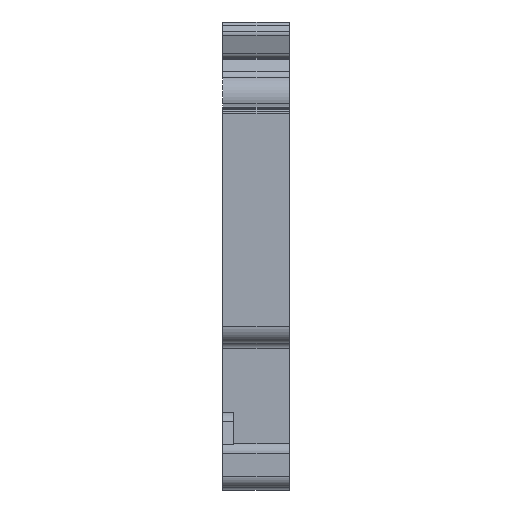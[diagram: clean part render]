
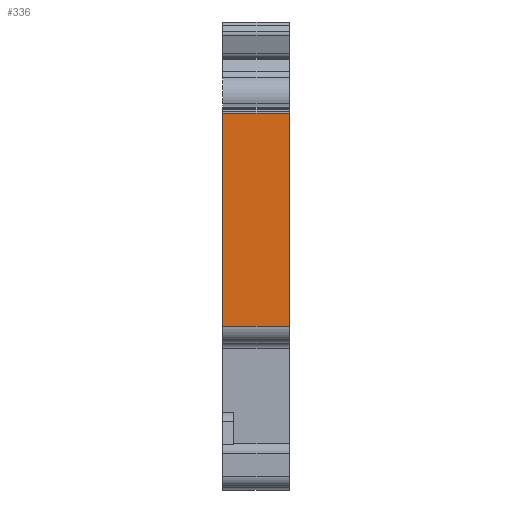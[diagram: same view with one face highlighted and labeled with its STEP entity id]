
A CAD part, left-side view. The second image highlights one B-rep face of the part: STEP entity #336.
In plain terms, the highlighted planar face has unit normal (-1, 0, 0).
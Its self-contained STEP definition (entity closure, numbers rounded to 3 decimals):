
#336 = ADVANCED_FACE( '', ( #785 ), #786, .F. );
#785 = FACE_OUTER_BOUND( '', #1349, .T. );
#786 = PLANE( '', #1350 );
#1349 = EDGE_LOOP( '', ( #2359, #2360, #2361, #2362 ) );
#1350 = AXIS2_PLACEMENT_3D( '', #2363, #2364, #2365 );
#2359 = ORIENTED_EDGE( '', *, *, #3850, .T. );
#2360 = ORIENTED_EDGE( '', *, *, #3851, .F. );
#2361 = ORIENTED_EDGE( '', *, *, #3753, .F. );
#2362 = ORIENTED_EDGE( '', *, *, #3534, .T. );
#2363 = CARTESIAN_POINT( '', ( -32.519, 6., -6.335 ) );
#2364 = DIRECTION( '', ( 1., 0., 0. ) );
#2365 = DIRECTION( '', ( 0., 0., -1. ) );
#3534 = EDGE_CURVE( '', #4283, #4281, #4284, .T. );
#3753 = EDGE_CURVE( '', #4283, #4649, #4650, .T. );
#3850 = EDGE_CURVE( '', #4281, #4808, #4809, .T. );
#3851 = EDGE_CURVE( '', #4649, #4808, #4810, .T. );
#4281 = VERTEX_POINT( '', #5357 );
#4283 = VERTEX_POINT( '', #5359 );
#4284 = LINE( '', #5360, #5361 );
#4649 = VERTEX_POINT( '', #5853 );
#4650 = LINE( '', #5854, #5855 );
#4808 = VERTEX_POINT( '', #6059 );
#4809 = LINE( '', #6060, #6061 );
#4810 = LINE( '', #6062, #6063 );
#5357 = CARTESIAN_POINT( '', ( -32.519, 0., -6.335 ) );
#5359 = CARTESIAN_POINT( '', ( -32.519, 6., -6.335 ) );
#5360 = CARTESIAN_POINT( '', ( -32.519, 6., -6.335 ) );
#5361 = VECTOR( '', #6703, 1000. );
#5853 = CARTESIAN_POINT( '', ( -32.519, 6., 12.852 ) );
#5854 = CARTESIAN_POINT( '', ( -32.519, 6., -6.335 ) );
#5855 = VECTOR( '', #6963, 1000. );
#6059 = CARTESIAN_POINT( '', ( -32.519, 0., 12.852 ) );
#6060 = CARTESIAN_POINT( '', ( -32.519, 0., -6.335 ) );
#6061 = VECTOR( '', #7145, 1000. );
#6062 = CARTESIAN_POINT( '', ( -32.519, 6., 12.852 ) );
#6063 = VECTOR( '', #7146, 1000. );
#6703 = DIRECTION( '', ( 0., -1., 0. ) );
#6963 = DIRECTION( '', ( 0., 0., 1. ) );
#7145 = DIRECTION( '', ( 0., 0., 1. ) );
#7146 = DIRECTION( '', ( 0., -1., 0. ) );
